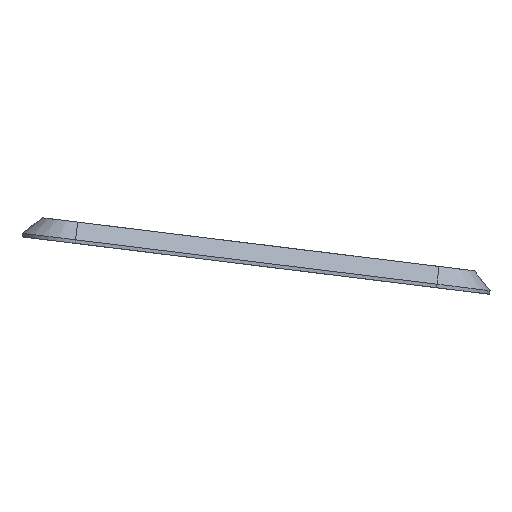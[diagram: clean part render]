
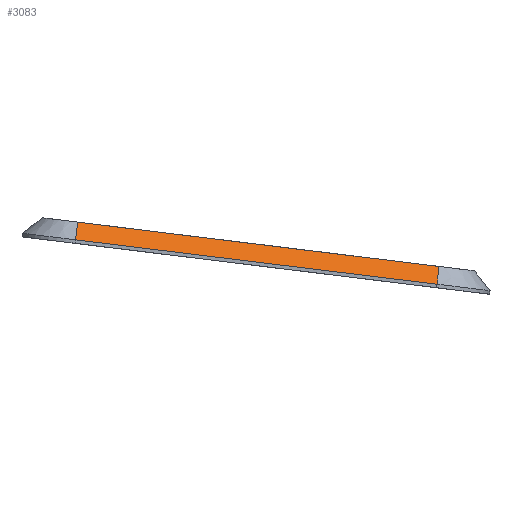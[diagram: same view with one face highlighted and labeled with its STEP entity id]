
A CAD part, left-side view. The second image highlights one B-rep face of the part: STEP entity #3083.
In plain terms, the highlighted planar face has unit normal (-0.707, -0.086, 0.702).
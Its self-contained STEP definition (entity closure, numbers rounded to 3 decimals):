
#385=FACE_OUTER_BOUND('',#561,.T.);
#561=EDGE_LOOP('',(#2701,#2702,#2703,#2704));
#870=LINE('',#5315,#1182);
#871=LINE('',#5320,#1183);
#872=LINE('',#5321,#1184);
#873=LINE('',#5322,#1185);
#1182=VECTOR('',#3967,10.);
#1183=VECTOR('',#3972,10.);
#1184=VECTOR('',#3973,10.);
#1185=VECTOR('',#3974,10.);
#1476=VERTEX_POINT('',#5312);
#1477=VERTEX_POINT('',#5314);
#1478=VERTEX_POINT('',#5318);
#1479=VERTEX_POINT('',#5319);
#1904=EDGE_CURVE('',#1476,#1477,#870,.T.);
#1906=EDGE_CURVE('',#1478,#1479,#871,.T.);
#1907=EDGE_CURVE('',#1479,#1477,#872,.T.);
#1908=EDGE_CURVE('',#1476,#1478,#873,.T.);
#2701=ORIENTED_EDGE('',*,*,#1906,.T.);
#2702=ORIENTED_EDGE('',*,*,#1907,.T.);
#2703=ORIENTED_EDGE('',*,*,#1904,.F.);
#2704=ORIENTED_EDGE('',*,*,#1908,.T.);
#2920=PLANE('',#3295);
#3083=ADVANCED_FACE('',(#385),#2920,.T.);
#3295=AXIS2_PLACEMENT_3D('',#5317,#3970,#3971);
#3967=DIRECTION('',(0.707,-0.086,0.702));
#3970=DIRECTION('center_axis',(-0.707,-0.086,0.702));
#3971=DIRECTION('ref_axis',(0.704,0.,0.71));
#3972=DIRECTION('',(0.707,-0.086,0.702));
#3973=DIRECTION('',(0.,0.993,0.122));
#3974=DIRECTION('',(0.,-0.993,-0.122));
#5312=CARTESIAN_POINT('',(-164.28,40.279,85.325));
#5314=CARTESIAN_POINT('',(-159.28,39.67,90.288));
#5315=CARTESIAN_POINT('',(-164.28,40.279,85.325));
#5317=CARTESIAN_POINT('Origin',(-161.78,-36.56,78.409));
#5318=CARTESIAN_POINT('',(-164.28,-61.105,72.877));
#5319=CARTESIAN_POINT('',(-159.28,-61.714,77.84));
#5320=CARTESIAN_POINT('',(-164.28,-61.105,72.877));
#5321=CARTESIAN_POINT('',(-159.28,-36.865,80.891));
#5322=CARTESIAN_POINT('',(-164.28,-36.255,75.928));
